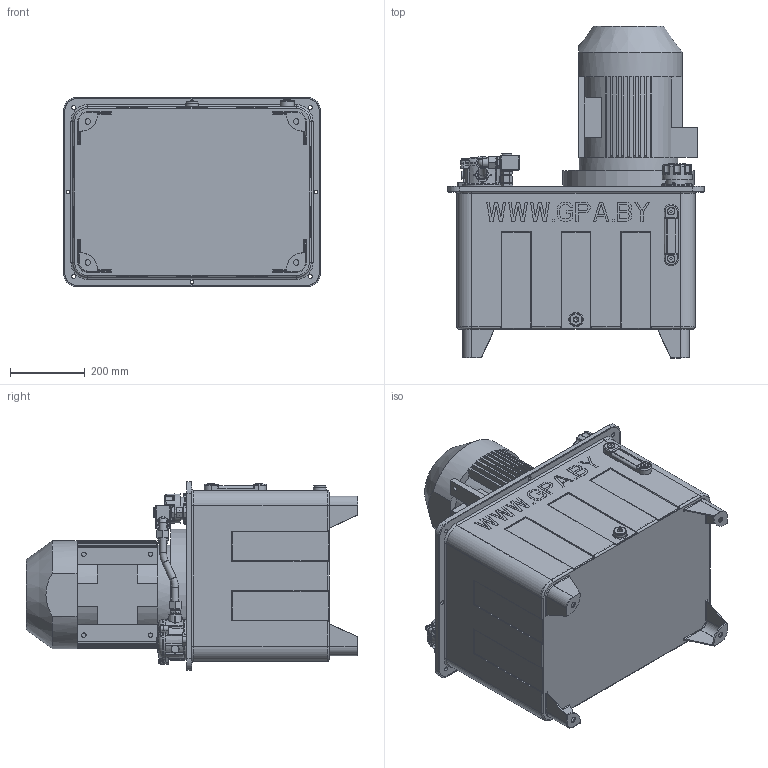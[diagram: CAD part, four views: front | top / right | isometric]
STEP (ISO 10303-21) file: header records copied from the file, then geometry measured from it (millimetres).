
FILE_DESCRIPTION(('STEP AP214'), '1');
FILE_NAME('ÓÃ30.00.001 Óñòàíîâêà ãèäðàâëè÷åñêàÿ', '2021-02-10T13:48:28', (' '), (''), 'ASCON STEP Converter 1.3', 'ASCON Math Kernel', '');
FILE_SCHEMA(('AUTOMOTIVE_DESIGN { 1 0 10303 214 3 1 1}'));
Length unit declared in the file: millimetre
Products named in the file (1): 蚚30.00.001 
Bounding box: 684 x 885.6 x 504 mm (x, y, z)
Volume: 31558443.5 mm3; surface area: 4177595 mm2
Topology: 7 solids, 19 shells, 1881 faces, 4675 edges, 2937 vertices
Faces by surface type: plane 950, cylinder 487, cone 236, torus 118, bspline 83, sphere 7
Full cylindrical faces by diameter (mm): 4 x5, 5 x7, 5.5 x1, 6 x2, 8 x7, 8.3 x6, 8.5 x4, 9 x4, 9.5 x1, 10 x4, 10.5 x8, 11.5 x1, 12 x11, 12.5 x1, 13 x1, 14 x2, 15 x13, 16 x8, 16.5 x5, 17 x2, 18 x12, 18.4 x4, 18.5 x4, 19 x8, 19.7 x1, 20 x4, 20.376 x3, 20.5 x2, 20.8 x1, 20.955 x4
Entity records: 102584 total; most frequent: CARTESIAN_POINT 45790, ORIENTED_EDGE 8533, DIRECTION 7972, EDGE_CURVE 4282, AXIS2_PLACEMENT_3D 2998, VERTEX_POINT 2917, EDGE_LOOP 2478, FACE_BOUND 1983
